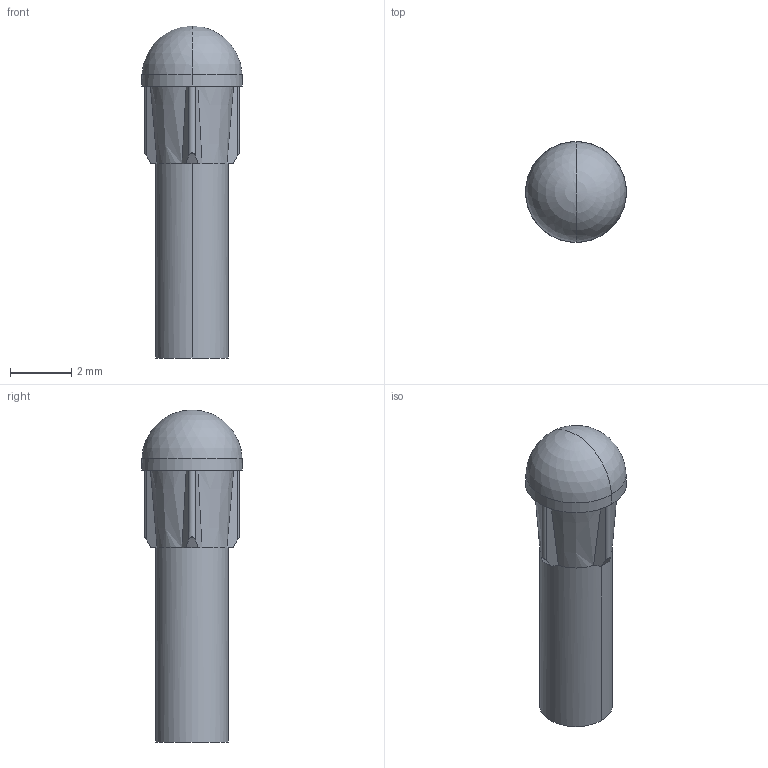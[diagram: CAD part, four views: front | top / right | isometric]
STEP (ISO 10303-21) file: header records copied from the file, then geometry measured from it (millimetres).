
FILE_DESCRIPTION((''),'2;1');
FILE_NAME('51513030350F_SW0001','2022-06-30T11:59:24',('ldichoso'),(''),'CREO PARAMETRIC BY PTC INC, 2021304','CREO PARAMETRIC BY PTC INC, 2021304','');
FILE_SCHEMA(('CONFIG_CONTROL_DESIGN'));
Length unit declared in the file: inch
Products named in the file (1): 51513030350F_SW0001
Bounding box: 3.3 x 3.3 x 10.85 mm (x, y, z)
Surface area: 104.3 mm2 (no closed solid volume)
Topology: 0 solids, 2 shells, 32 faces, 80 edges, 49 vertices
Faces by surface type: plane 14, cone 10, cylinder 6, sphere 2
Entity records: 1021 total; most frequent: CARTESIAN_POINT 258, DIRECTION 152, ORIENTED_EDGE 140, EDGE_CURVE 78, AXIS2_PLACEMENT_3D 62, VERTEX_POINT 49, EDGE_LOOP 32, FACE_OUTER_BOUND 32
